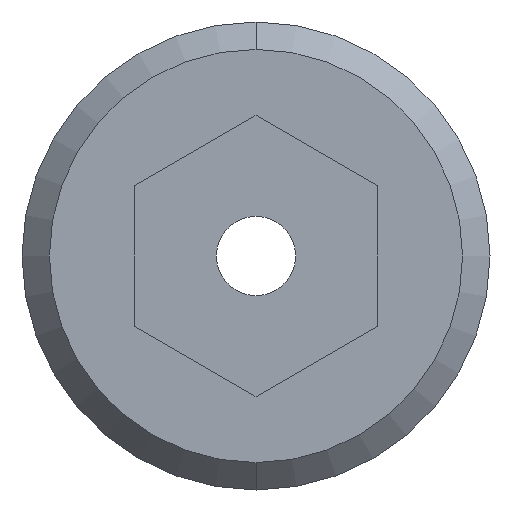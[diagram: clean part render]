
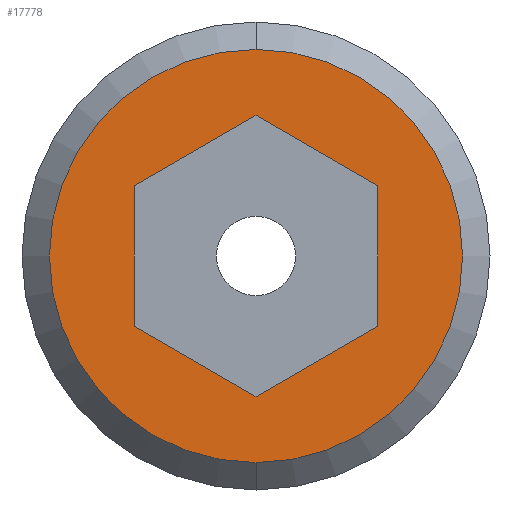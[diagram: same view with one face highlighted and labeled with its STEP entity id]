
A CAD part, left-side view. The second image highlights one B-rep face of the part: STEP entity #17778.
In plain terms, the highlighted planar face has unit normal (-1, 0, 0).
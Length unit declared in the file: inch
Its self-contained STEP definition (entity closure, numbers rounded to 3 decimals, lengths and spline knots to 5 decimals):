
#8278=CARTESIAN_POINT('',(-0.188,0.,0.));
#8279=DIRECTION('',(-1.,0.,0.));
#8280=DIRECTION('',(0.,1.,0.));
#8281=AXIS2_PLACEMENT_3D('',#8278,#8279,#8280);
#8296=DIRECTION('',(0.,0.5,0.866));
#8297=VECTOR('',#8296,0.09238);
#8298=CARTESIAN_POINT('',(-0.188,0.04619,-0.08));
#8299=LINE('',#8298,#8297);
#8300=DIRECTION('',(0.,1.,0.));
#8301=VECTOR('',#8300,0.09238);
#8302=CARTESIAN_POINT('',(-0.188,-0.04619,-0.08));
#8303=LINE('',#8302,#8301);
#8304=DIRECTION('',(0.,0.5,-0.866));
#8305=VECTOR('',#8304,0.09238);
#8306=CARTESIAN_POINT('',(-0.188,-0.09238,0.));
#8307=LINE('',#8306,#8305);
#8308=DIRECTION('',(0.,-0.5,-0.866));
#8309=VECTOR('',#8308,0.09238);
#8310=CARTESIAN_POINT('',(-0.188,-0.04619,0.08));
#8311=LINE('',#8310,#8309);
#8312=DIRECTION('',(0.,-1.,0.));
#8313=VECTOR('',#8312,0.09238);
#8314=CARTESIAN_POINT('',(-0.188,0.04619,0.08));
#8315=LINE('',#8314,#8313);
#8316=DIRECTION('',(0.,-0.5,0.866));
#8317=VECTOR('',#8316,0.09238);
#8318=CARTESIAN_POINT('',(-0.188,0.09238,0.));
#8319=LINE('',#8318,#8317);
#8320=CARTESIAN_POINT('',(-0.188,0.,0.));
#8321=DIRECTION('',(1.,0.,0.));
#8322=DIRECTION('',(0.,1.,0.));
#8323=AXIS2_PLACEMENT_3D('',#8320,#8321,#8322);
#8700=CARTESIAN_POINT('',(-0.188,0.13575,0.));
#8701=CARTESIAN_POINT('',(-0.188,-0.13575,0.));
#8702=VERTEX_POINT('',#8700);
#8703=VERTEX_POINT('',#8701);
#8720=CARTESIAN_POINT('',(-0.188,0.04619,-0.08));
#8721=CARTESIAN_POINT('',(-0.188,0.09238,0.));
#8722=VERTEX_POINT('',#8720);
#8723=VERTEX_POINT('',#8721);
#8724=CARTESIAN_POINT('',(-0.188,-0.04619,-0.08));
#8725=VERTEX_POINT('',#8724);
#8726=CARTESIAN_POINT('',(-0.188,-0.09238,0.));
#8727=VERTEX_POINT('',#8726);
#8728=CARTESIAN_POINT('',(-0.188,-0.04619,0.08));
#8729=VERTEX_POINT('',#8728);
#8730=CARTESIAN_POINT('',(-0.188,0.04619,0.08));
#8731=VERTEX_POINT('',#8730);
#17754=CARTESIAN_POINT('',(-0.188,0.,0.));
#17755=DIRECTION('',(1.,0.,0.));
#17756=DIRECTION('',(0.,-1.,0.));
#17757=AXIS2_PLACEMENT_3D('',#17754,#17755,#17756);
#17758=PLANE('',#17757);
#17759=ORIENTED_EDGE('',*,*,#17744,.F.);
#17761=ORIENTED_EDGE('',*,*,#17760,.T.);
#17762=EDGE_LOOP('',(#17759,#17761));
#17763=FACE_OUTER_BOUND('',#17762,.F.);
#17765=ORIENTED_EDGE('',*,*,#17764,.F.);
#17767=ORIENTED_EDGE('',*,*,#17766,.F.);
#17769=ORIENTED_EDGE('',*,*,#17768,.F.);
#17771=ORIENTED_EDGE('',*,*,#17770,.F.);
#17773=ORIENTED_EDGE('',*,*,#17772,.F.);
#17775=ORIENTED_EDGE('',*,*,#17774,.F.);
#17776=EDGE_LOOP('',(#17765,#17767,#17769,#17771,#17773,#17775));
#17777=FACE_BOUND('',#17776,.F.);
#8282=CIRCLE('',#8281,0.13575);
#8324=CIRCLE('',#8323,0.13575);
#17744=EDGE_CURVE('',#8702,#8703,#8282,.T.);
#17760=EDGE_CURVE('',#8702,#8703,#8324,.T.);
#17764=EDGE_CURVE('',#8722,#8723,#8299,.T.);
#17766=EDGE_CURVE('',#8725,#8722,#8303,.T.);
#17768=EDGE_CURVE('',#8727,#8725,#8307,.T.);
#17770=EDGE_CURVE('',#8729,#8727,#8311,.T.);
#17772=EDGE_CURVE('',#8731,#8729,#8315,.T.);
#17774=EDGE_CURVE('',#8723,#8731,#8319,.T.);
#17778=ADVANCED_FACE('',(#17763,#17777),#17758,.F.);
